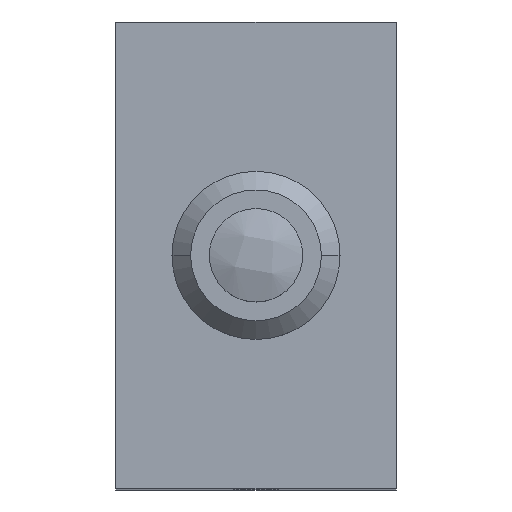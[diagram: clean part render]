
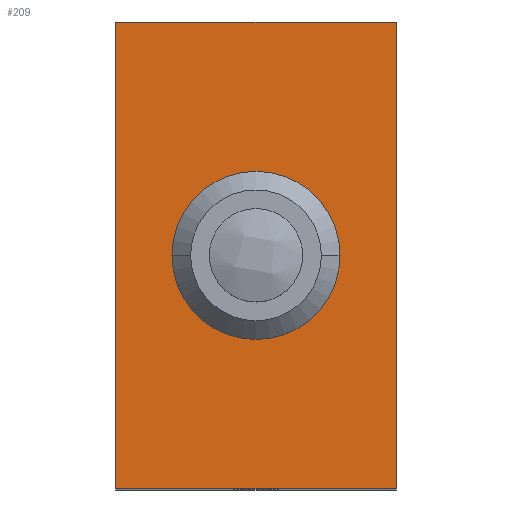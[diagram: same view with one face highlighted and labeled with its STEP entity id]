
A CAD part, top view. The second image highlights one B-rep face of the part: STEP entity #209.
In plain terms, the highlighted planar face has unit normal (0, 0, 1).
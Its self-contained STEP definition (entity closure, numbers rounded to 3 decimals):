
#129 = EDGE_CURVE ( 'NONE', #373, #756, #1271, .T. ) ;
#151 = ORIENTED_EDGE ( 'NONE', *, *, #188, .F. ) ;
#167 = ORIENTED_EDGE ( 'NONE', *, *, #222, .F. ) ;
#188 = EDGE_CURVE ( 'NONE', #3457, #249, #1511, .T. ) ;
#204 = ORIENTED_EDGE ( 'NONE', *, *, #250, .F. ) ;
#209 = ADVANCED_FACE ( 'NONE', ( #1601, #1602 ), #1603, .T. ) ;
#222 = EDGE_CURVE ( 'NONE', #249, #267, #1657, .T. ) ;
#229 = EDGE_LOOP ( 'NONE', ( #278, #2557 ) ) ;
#249 = VERTEX_POINT ( 'NONE', #1766 ) ;
#250 = EDGE_CURVE ( 'NONE', #267, #1570, #1770, .T. ) ;
#253 = EDGE_LOOP ( 'NONE', ( #283, #204, #167, #151 ) ) ;
#267 = VERTEX_POINT ( 'NONE', #1900 ) ;
#278 = ORIENTED_EDGE ( 'NONE', *, *, #524, .T. ) ;
#283 = ORIENTED_EDGE ( 'NONE', *, *, #690, .T. ) ;
#373 = VERTEX_POINT ( 'NONE', #2640 ) ;
#524 = EDGE_CURVE ( 'NONE', #756, #373, #3305, .T. ) ;
#690 = EDGE_CURVE ( 'NONE', #3457, #1570, #1687, .T. ) ;
#756 = VERTEX_POINT ( 'NONE', #2002 ) ;
#1271 = CIRCLE ( 'NONE', #1272, 4.5 ) ;
#1272 = AXIS2_PLACEMENT_3D ( 'NONE', #1273, #1274, #1275 ) ;
#1273 = CARTESIAN_POINT ( 'NONE',  ( 0., 0., 16. ) ) ;
#1274 = DIRECTION ( 'NONE',  ( 0., 0., -1. ) ) ;
#1275 = DIRECTION ( 'NONE',  ( -1., 0., 0. ) ) ;
#1284 = CARTESIAN_POINT ( 'NONE',  ( 7.5, -12.5, 16. ) ) ;
#1511 = LINE ( 'NONE', #1512, #1513 ) ;
#1512 = CARTESIAN_POINT ( 'NONE',  ( 7.5, -12.5, 16. ) ) ;
#1513 = VECTOR ( 'NONE', #1514, 1000. ) ;
#1514 = DIRECTION ( 'NONE',  ( -1., 0., 0. ) ) ;
#1570 = VERTEX_POINT ( 'NONE', #2722 ) ;
#1601 = FACE_OUTER_BOUND ( 'NONE', #253, .T. ) ;
#1602 = FACE_BOUND ( 'NONE', #229, .T. ) ;
#1603 = PLANE ( 'NONE',  #1604 ) ;
#1604 = AXIS2_PLACEMENT_3D ( 'NONE', #1608, #1609, #1610 ) ;
#1608 = CARTESIAN_POINT ( 'NONE',  ( 0., 0., 16. ) ) ;
#1609 = DIRECTION ( 'NONE',  ( 0., 0., 1. ) ) ;
#1610 = DIRECTION ( 'NONE',  ( 1., 0., 0. ) ) ;
#1657 = LINE ( 'NONE', #1658, #1659 ) ;
#1658 = CARTESIAN_POINT ( 'NONE',  ( -7.5, -12.5, 16. ) ) ;
#1659 = VECTOR ( 'NONE', #1660, 1000. ) ;
#1660 = DIRECTION ( 'NONE',  ( 0., 1., 0. ) ) ;
#1687 = LINE ( 'NONE', #1688, #1689 ) ;
#1688 = CARTESIAN_POINT ( 'NONE',  ( 7.5, 0., 16. ) ) ;
#1689 = VECTOR ( 'NONE', #1690, 1000. ) ;
#1690 = DIRECTION ( 'NONE',  ( 0., 1., 0. ) ) ;
#1766 = CARTESIAN_POINT ( 'NONE',  ( -7.5, -12.5, 16. ) ) ;
#1770 = LINE ( 'NONE', #1771, #1772 ) ;
#1771 = CARTESIAN_POINT ( 'NONE',  ( -7.5, 12.5, 16. ) ) ;
#1772 = VECTOR ( 'NONE', #1773, 1000. ) ;
#1773 = DIRECTION ( 'NONE',  ( 1., 0., 0. ) ) ;
#1900 = CARTESIAN_POINT ( 'NONE',  ( -7.5, 12.5, 16. ) ) ;
#2002 = CARTESIAN_POINT ( 'NONE',  ( -4.5, 0., 16. ) ) ;
#2557 = ORIENTED_EDGE ( 'NONE', *, *, #129, .T. ) ;
#2640 = CARTESIAN_POINT ( 'NONE',  ( 4.5, 0., 16. ) ) ;
#2722 = CARTESIAN_POINT ( 'NONE',  ( 7.5, 12.5, 16. ) ) ;
#3305 = CIRCLE ( 'NONE', #3306, 4.5 ) ;
#3306 = AXIS2_PLACEMENT_3D ( 'NONE', #3307, #3308, #3309 ) ;
#3307 = CARTESIAN_POINT ( 'NONE',  ( 0., 0., 16. ) ) ;
#3308 = DIRECTION ( 'NONE',  ( 0., 0., -1. ) ) ;
#3309 = DIRECTION ( 'NONE',  ( -1., 0., 0. ) ) ;
#3457 = VERTEX_POINT ( 'NONE', #1284 ) ;
